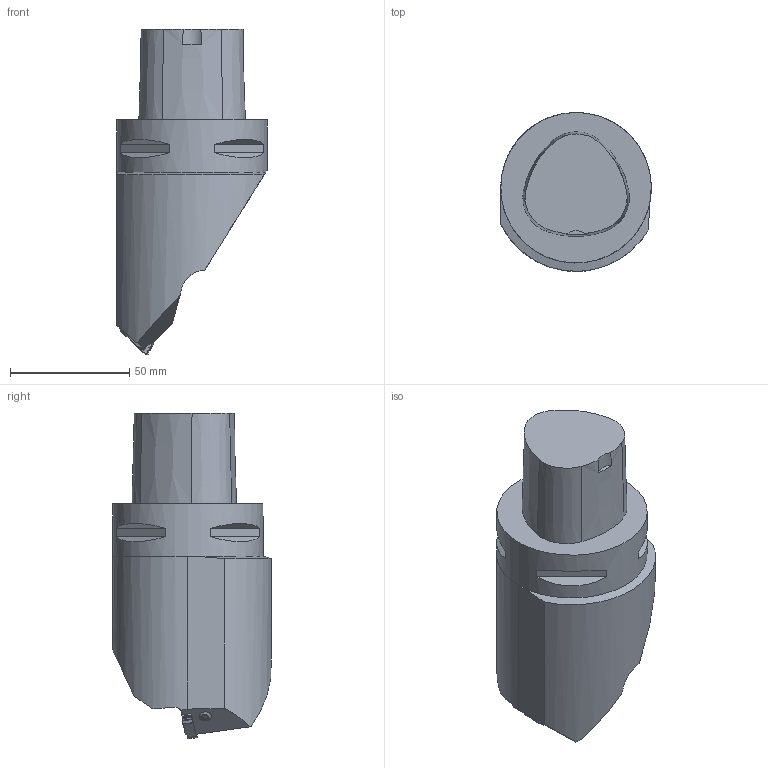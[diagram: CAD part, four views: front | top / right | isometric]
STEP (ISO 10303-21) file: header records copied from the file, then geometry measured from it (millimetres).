
FILE_DESCRIPTION(/* description */ (''),/* implementation_level */ '2;1');
FILE_NAME(/* name */ '1574052197146.stp',/* time_stamp */ '2019-11-18T10:13:30+06:00',/* author */ (''),/* organization */ ('SMS'),/* preprocessor_version */ 'ST-DEVELOPER v16.7',/* originating_system */ 'SIEMENS PLM Software NX 12.0',/* authorisation */ '');
FILE_SCHEMA (('AUTOMOTIVE_DESIGN { 1 0 10303 214 3 1 1 1 }'));
Length unit declared in the file: millimetre
Products named in the file (4): 202690723mod000_00; ASSEMBLY_CONSTRUCTION; 202177217mod000_00; 202177215mod000_00
Assembly tree (3 placements, depth 2):
  202177215mod000_00
    202177217mod000_00
    ASSEMBLY_CONSTRUCTION
    202690723mod000_00
Bounding box: 63.04 x 66.55 x 136.39 mm (x, y, z)
Volume: 267741.8 mm3; surface area: 27128.1 mm2
Topology: 2 solids, 2 shells, 199 faces, 533 edges, 349 vertices
Faces by surface type: plane 90, cylinder 56, extrusion 21, cone 15, bspline 10, torus 4, sphere 3
Full cylindrical faces by diameter (mm): 4.4 x2, 63 x1
Entity records: 8407 total; most frequent: CARTESIAN_POINT 3365, ORIENTED_EDGE 1028, DIRECTION 1003, EDGE_CURVE 514, AXIS2_PLACEMENT_3D 353, VERTEX_POINT 337, VECTOR 297, LINE 276
